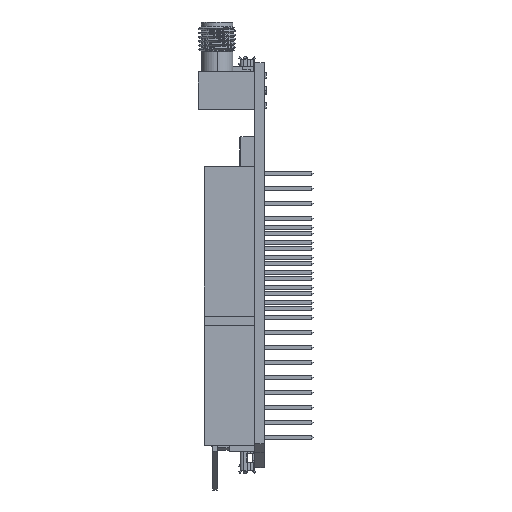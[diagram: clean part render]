
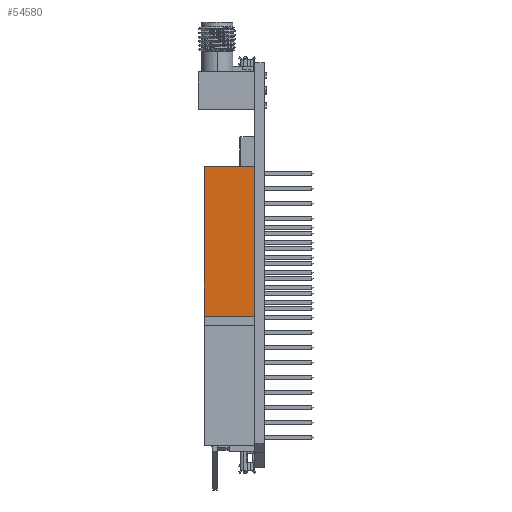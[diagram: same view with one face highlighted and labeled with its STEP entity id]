
A CAD part, left-side view. The second image highlights one B-rep face of the part: STEP entity #54580.
In plain terms, the highlighted face is planar.
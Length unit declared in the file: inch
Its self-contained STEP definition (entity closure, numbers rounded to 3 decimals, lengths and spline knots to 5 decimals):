
#186 = EDGE_LOOP ( 'NONE', ( #18965, #1699, #40314, #32288 ) ) ;
#728 = VECTOR ( 'NONE', #60964, 39.37008 ) ;
#1699 = ORIENTED_EDGE ( 'NONE', *, *, #49600, .F. ) ;
#2371 = FACE_OUTER_BOUND ( 'NONE', #186, .T. ) ;
#2925 = EDGE_CURVE ( 'NONE', #27346, #3405, #14113, .T. ) ;
#3405 = VERTEX_POINT ( 'NONE', #30496 ) ;
#8340 = CARTESIAN_POINT ( 'NONE',  ( -0.05, 0.33504, 0.04744 ) ) ;
#9094 = VECTOR ( 'NONE', #37506, 39.37008 ) ;
#9721 = VECTOR ( 'NONE', #33458, 39.37008 ) ;
#12153 = DIRECTION ( 'NONE',  ( 0., 0., -1. ) ) ;
#13926 = CARTESIAN_POINT ( 'NONE',  ( -0.05, 0.33504, 0.04744 ) ) ;
#14113 = LINE ( 'NONE', #36759, #728 ) ;
#18575 = PLANE ( 'NONE',  #55559 ) ;
#18965 = ORIENTED_EDGE ( 'NONE', *, *, #2925, .T. ) ;
#20907 = EDGE_CURVE ( 'NONE', #47651, #48227, #57662, .T. ) ;
#22411 = LINE ( 'NONE', #39083, #9721 ) ;
#27346 = VERTEX_POINT ( 'NONE', #45442 ) ;
#30496 = CARTESIAN_POINT ( 'NONE',  ( 0.95, 0., 0.04744 ) ) ;
#32288 = ORIENTED_EDGE ( 'NONE', *, *, #38640, .T. ) ;
#33458 = DIRECTION ( 'NONE',  ( 0., -1., 0. ) ) ;
#36759 = CARTESIAN_POINT ( 'NONE',  ( -0.05, 0., 0.04744 ) ) ;
#37506 = DIRECTION ( 'NONE',  ( 1., 0., 0. ) ) ;
#38640 = EDGE_CURVE ( 'NONE', #47651, #27346, #42529, .T. ) ;
#39083 = CARTESIAN_POINT ( 'NONE',  ( 0.95, 0.33504, 0.04744 ) ) ;
#40314 = ORIENTED_EDGE ( 'NONE', *, *, #20907, .F. ) ;
#41950 = CARTESIAN_POINT ( 'NONE',  ( -0.05, 0.33504, 0.04744 ) ) ;
#42529 = LINE ( 'NONE', #8340, #58966 ) ;
#45442 = CARTESIAN_POINT ( 'NONE',  ( -0.05, 0., 0.04744 ) ) ;
#46722 = CARTESIAN_POINT ( 'NONE',  ( 0.95, 0.33504, 0.04744 ) ) ;
#47651 = VERTEX_POINT ( 'NONE', #41950 ) ;
#48227 = VERTEX_POINT ( 'NONE', #46722 ) ;
#49600 = EDGE_CURVE ( 'NONE', #48227, #3405, #22411, .T. ) ;
#54580 = ADVANCED_FACE ( 'NONE', ( #2371 ), #18575, .F. ) ;
#54942 = DIRECTION ( 'NONE',  ( -1., 0., 0. ) ) ;
#55559 = AXIS2_PLACEMENT_3D ( 'NONE', #59945, #12153, #54942 ) ;
#57662 = LINE ( 'NONE', #13926, #9094 ) ;
#58966 = VECTOR ( 'NONE', #61746, 39.37008 ) ;
#59945 = CARTESIAN_POINT ( 'NONE',  ( -0.05, 0.33504, 0.04744 ) ) ;
#60964 = DIRECTION ( 'NONE',  ( 1., 0., 0. ) ) ;
#61746 = DIRECTION ( 'NONE',  ( 0., -1., 0. ) ) ;
